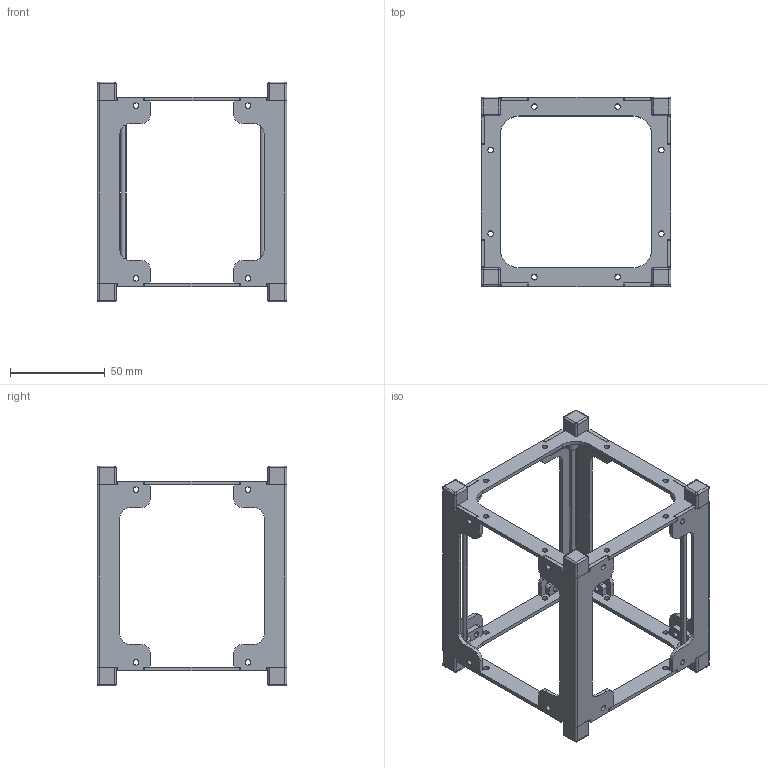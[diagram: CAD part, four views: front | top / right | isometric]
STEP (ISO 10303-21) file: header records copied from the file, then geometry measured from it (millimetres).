
FILE_DESCRIPTION (( 'STEP AP203' ), '1' );
FILE_NAME ('Chassis_1U.STEP', '2021-05-29T15:32:47', ( '' ), ( '' ), 'SwSTEP 2.0', 'SolidWorks 2013', '' );
FILE_SCHEMA (( 'CONFIG_CONTROL_DESIGN' ));
Length unit declared in the file: millimetre
Products named in the file (5): Chassis_1U; TopPlate; Side Rail; BottomPlate; GuideShaft
Assembly tree (10 placements, depth 2):
  Chassis_1U
    TopPlate
    Side Rail  x4
    BottomPlate
    GuideShaft  x4
Bounding box: 100 x 100 x 116 mm (x, y, z)
Volume: 49940.3 mm3; surface area: 54872.9 mm2
Topology: 10 solids, 10 shells, 666 faces, 1818 edges, 1150 vertices
Faces by surface type: plane 326, cylinder 308, sphere 32
Entity records: 16640 total; most frequent: DIRECTION 2887, CARTESIAN_POINT 2721, ORIENTED_EDGE 2690, EDGE_CURVE 1345, AXIS2_PLACEMENT_3D 1022, VERTEX_POINT 856, VECTOR 843, LINE 843
